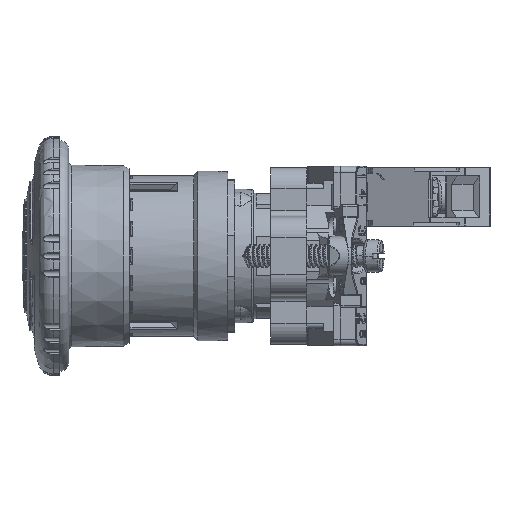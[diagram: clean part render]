
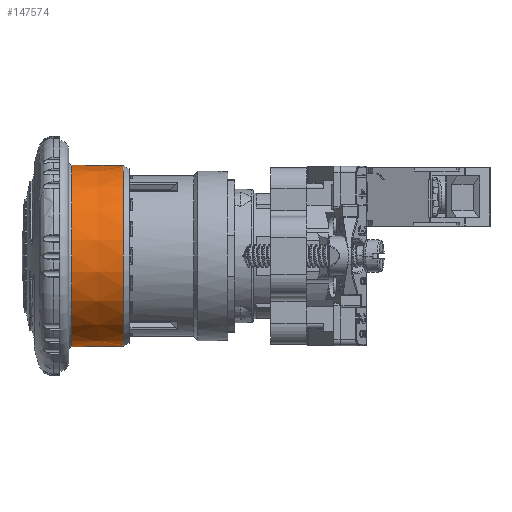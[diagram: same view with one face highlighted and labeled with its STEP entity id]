
A CAD part, left-side view. The second image highlights one B-rep face of the part: STEP entity #147574.
In plain terms, the highlighted conical face has half-angle 0.562 degrees and reference radius 15.153 mm.
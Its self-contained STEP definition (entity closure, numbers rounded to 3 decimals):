
#134989=CARTESIAN_POINT('',(0.,36.255,0.));
#134990=DIRECTION('',(0.,1.,0.));
#134991=DIRECTION('',(1.,0.,0.));
#134992=AXIS2_PLACEMENT_3D('',#134989,#134990,#134991);
#134994=DIRECTION('',(-0.01,-1.,0.));
#134995=VECTOR('',#134994,8.65);
#134996=CARTESIAN_POINT('',(15.195,44.905,
0.));
#134997=LINE('',#134996,#134995);
#134998=CARTESIAN_POINT('',(0.,44.905,0.));
#134999=DIRECTION('',(0.,1.,0.));
#135000=DIRECTION('',(1.,0.,0.));
#135001=AXIS2_PLACEMENT_3D('',#134998,#134999,#135000);
#135003=DIRECTION('',(0.01,-1.,0.));
#135004=VECTOR('',#135003,8.65);
#135005=CARTESIAN_POINT('',(-15.195,44.905,
0.));
#135006=LINE('',#135005,#135004);
#142150=CARTESIAN_POINT('',(-15.195,44.905,0.));
#142151=CARTESIAN_POINT('',(15.195,44.905,0.));
#142152=VERTEX_POINT('',#142150);
#142153=VERTEX_POINT('',#142151);
#142623=CARTESIAN_POINT('',(15.11,36.255,0.));
#142624=CARTESIAN_POINT('',(-15.11,36.255,0.));
#142625=VERTEX_POINT('',#142623);
#142626=VERTEX_POINT('',#142624);
#147560=CARTESIAN_POINT('',(0.,40.58,0.));
#147561=DIRECTION('',(0.,1.,0.));
#147562=DIRECTION('',(-1.,0.,0.));
#147563=AXIS2_PLACEMENT_3D('',#147560,#147561,#147562);
#147564=CONICAL_SURFACE('',#147563,15.153,0.562);
#147565=ORIENTED_EDGE('',*,*,#147543,.F.);
#147567=ORIENTED_EDGE('',*,*,#147566,.F.);
#147569=ORIENTED_EDGE('',*,*,#147568,.T.);
#147571=ORIENTED_EDGE('',*,*,#147570,.T.);
#147572=EDGE_LOOP('',(#147565,#147567,#147569,#147571));
#147573=FACE_OUTER_BOUND('',#147572,.F.);
#134993=CIRCLE('',#134992,15.11);
#135002=CIRCLE('',#135001,15.195);
#147543=EDGE_CURVE('',#142625,#142626,#134993,.T.);
#147566=EDGE_CURVE('',#142153,#142625,#134997,.T.);
#147568=EDGE_CURVE('',#142153,#142152,#135002,.T.);
#147570=EDGE_CURVE('',#142152,#142626,#135006,.T.);
#147574=ADVANCED_FACE('',(#147573),#147564,.T.);
